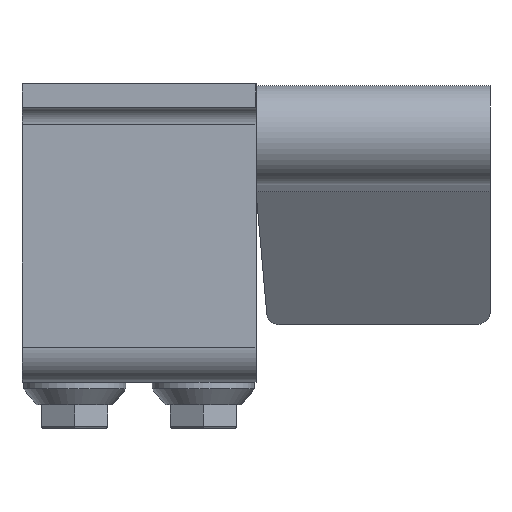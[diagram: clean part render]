
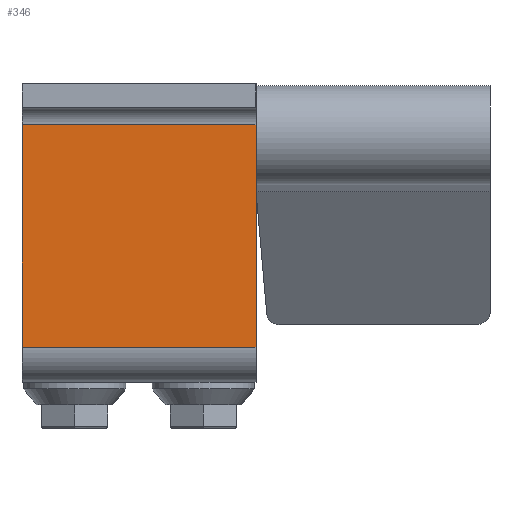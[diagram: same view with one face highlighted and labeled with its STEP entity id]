
A CAD part, left-side view. The second image highlights one B-rep face of the part: STEP entity #346.
In plain terms, the highlighted planar face has unit normal (-1, 0, 0).
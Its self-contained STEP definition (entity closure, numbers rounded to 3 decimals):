
#346=ADVANCED_FACE('',(#866),#865,.T.);
#865=PLANE('',#3816);
#866=FACE_OUTER_BOUND('',#3817,.T.);
#3813=CARTESIAN_POINT('',(-30.5,-24.,-40.));
#3814=DIRECTION('',(-1.,0.,0.));
#3815=DIRECTION('',(0.,0.,1.));
#3816=AXIS2_PLACEMENT_3D('',#3813,#3814,#3815);
#3817=EDGE_LOOP('',(#5879,#5880,#5881,#5882));
#5879=ORIENTED_EDGE('',*,*,#7312,.T.);
#5880=ORIENTED_EDGE('',*,*,#7314,.F.);
#5881=ORIENTED_EDGE('',*,*,#7315,.F.);
#5882=ORIENTED_EDGE('',*,*,#7316,.T.);
#7312=EDGE_CURVE('',#8408,#8401,#8409,.T.);
#7314=EDGE_CURVE('',#8421,#8401,#8422,.T.);
#7315=EDGE_CURVE('',#8428,#8421,#8429,.T.);
#7316=EDGE_CURVE('',#8428,#8408,#8435,.T.);
#8401=VERTEX_POINT('',#13368);
#8408=VERTEX_POINT('',#13376);
#8409=LINE('',#13377,#13378);
#8421=VERTEX_POINT('',#13387);
#8422=LINE('',#13388,#13389);
#8428=VERTEX_POINT('',#13391);
#8429=LINE('',#13392,#13393);
#8435=LINE('',#13395,#13396);
#13368=CARTESIAN_POINT('',(-30.5,20.,1.8));
#13376=CARTESIAN_POINT('',(-30.5,-20.,1.8));
#13377=CARTESIAN_POINT('',(-30.5,-20.,1.8));
#13378=VECTOR('',#13379,40.);
#13379=DIRECTION('',(0.,1.,0.));
#13387=CARTESIAN_POINT('',(-30.5,20.,-36.2));
#13388=CARTESIAN_POINT('',(-30.5,20.,-36.2));
#13389=VECTOR('',#13390,38.);
#13390=DIRECTION('',(0.,0.,1.));
#13391=CARTESIAN_POINT('',(-30.5,-20.,-36.2));
#13392=CARTESIAN_POINT('',(-30.5,-20.,-36.2));
#13393=VECTOR('',#13394,40.);
#13394=DIRECTION('',(0.,1.,0.));
#13395=CARTESIAN_POINT('',(-30.5,-20.,-36.2));
#13396=VECTOR('',#13397,38.);
#13397=DIRECTION('',(0.,0.,1.));
